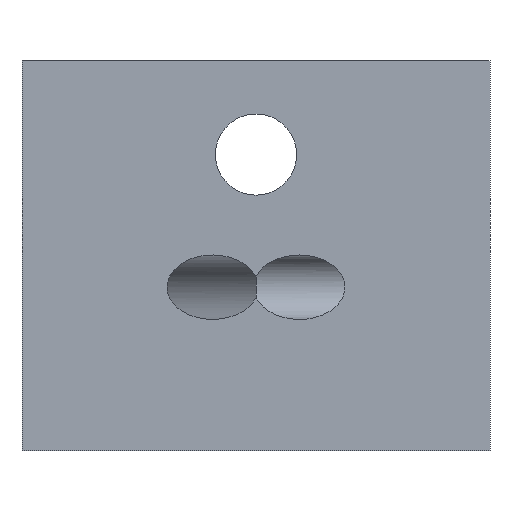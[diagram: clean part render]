
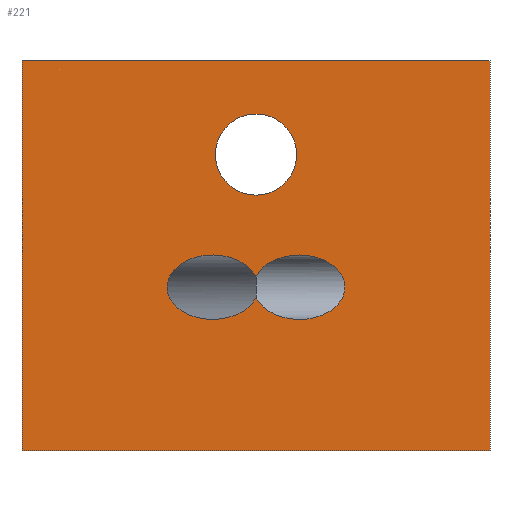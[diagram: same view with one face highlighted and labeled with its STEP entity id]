
A CAD part, front view. The second image highlights one B-rep face of the part: STEP entity #221.
In plain terms, the highlighted planar face has unit normal (0, -1, 0).
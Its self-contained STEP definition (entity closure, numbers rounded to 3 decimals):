
#15=LINE('',#338,#33);
#16=LINE('',#340,#34);
#17=LINE('',#342,#35);
#18=LINE('',#343,#36);
#33=VECTOR('',#275,10.);
#34=VECTOR('',#276,10.);
#35=VECTOR('',#277,10.);
#36=VECTOR('',#278,10.);
#51=PLANE('',#245);
#61=FACE_BOUND('',#92,.T.);
#62=FACE_BOUND('',#93,.T.);
#71=CIRCLE('',#247,2.6);
#77=FACE_OUTER_BOUND('',#91,.T.);
#91=EDGE_LOOP('',(#165,#166,#167,#168));
#92=EDGE_LOOP('',(#169,#170));
#93=EDGE_LOOP('',(#171));
#113=ELLIPSE('',#243,2.923,2.067);
#114=ELLIPSE('',#246,2.923,2.067);
#115=VERTEX_POINT('',#329);
#116=VERTEX_POINT('',#330);
#118=VERTEX_POINT('',#336);
#119=VERTEX_POINT('',#337);
#120=VERTEX_POINT('',#339);
#121=VERTEX_POINT('',#341);
#122=VERTEX_POINT('',#345);
#136=EDGE_CURVE('',#116,#115,#113,.T.);
#138=EDGE_CURVE('',#118,#119,#15,.T.);
#139=EDGE_CURVE('',#119,#120,#16,.T.);
#140=EDGE_CURVE('',#121,#120,#17,.T.);
#141=EDGE_CURVE('',#118,#121,#18,.T.);
#142=EDGE_CURVE('',#115,#116,#114,.T.);
#143=EDGE_CURVE('',#122,#122,#71,.T.);
#165=ORIENTED_EDGE('',*,*,#138,.T.);
#166=ORIENTED_EDGE('',*,*,#139,.T.);
#167=ORIENTED_EDGE('',*,*,#140,.F.);
#168=ORIENTED_EDGE('',*,*,#141,.F.);
#169=ORIENTED_EDGE('',*,*,#136,.T.);
#170=ORIENTED_EDGE('',*,*,#142,.T.);
#171=ORIENTED_EDGE('',*,*,#143,.T.);
#221=ADVANCED_FACE('',(#77,#61,#62),#51,.T.);
#243=AXIS2_PLACEMENT_3D('',#332,#269,#270);
#245=AXIS2_PLACEMENT_3D('',#335,#273,#274);
#246=AXIS2_PLACEMENT_3D('',#344,#279,#280);
#247=AXIS2_PLACEMENT_3D('',#346,#281,#282);
#269=DIRECTION('center_axis',(0.,1.,0.));
#270=DIRECTION('ref_axis',(1.,0.,0.));
#273=DIRECTION('center_axis',(0.,-1.,0.));
#274=DIRECTION('ref_axis',(1.,0.,0.));
#275=DIRECTION('',(1.,0.,0.));
#276=DIRECTION('',(0.,0.,1.));
#277=DIRECTION('',(1.,0.,0.));
#278=DIRECTION('',(0.,0.,1.));
#279=DIRECTION('center_axis',(0.,1.,0.));
#280=DIRECTION('ref_axis',(-1.,0.,0.));
#281=DIRECTION('center_axis',(0.,1.,0.));
#282=DIRECTION('ref_axis',(1.,0.,0.));
#329=CARTESIAN_POINT('',(0.,-2.,9.857));
#330=CARTESIAN_POINT('',(0.,-2.,11.143));
#332=CARTESIAN_POINT('Origin',(2.778,-2.,10.5));
#335=CARTESIAN_POINT('Origin',(-15.,-2.,0.));
#336=CARTESIAN_POINT('',(-15.,-2.,0.));
#337=CARTESIAN_POINT('',(15.,-2.,0.));
#338=CARTESIAN_POINT('',(-15.,-2.,0.));
#339=CARTESIAN_POINT('',(15.,-2.,25.));
#340=CARTESIAN_POINT('',(15.,-2.,0.));
#341=CARTESIAN_POINT('',(-15.,-2.,25.));
#342=CARTESIAN_POINT('',(-15.,-2.,25.));
#343=CARTESIAN_POINT('',(-15.,-2.,0.));
#344=CARTESIAN_POINT('Origin',(-2.778,-2.,10.5));
#345=CARTESIAN_POINT('',(-2.6,-2.,19.));
#346=CARTESIAN_POINT('Origin',(0.,-2.,19.));
